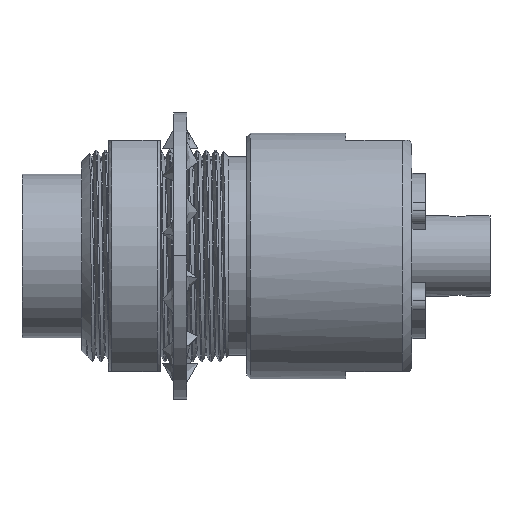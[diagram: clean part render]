
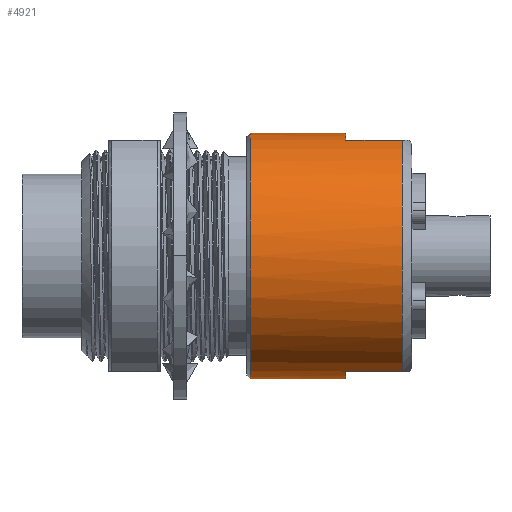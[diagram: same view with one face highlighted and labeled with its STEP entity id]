
A CAD part, top view. The second image highlights one B-rep face of the part: STEP entity #4921.
In plain terms, the highlighted cylindrical face has radius 4.724 mm (diameter 9.449 mm), a partial arc.
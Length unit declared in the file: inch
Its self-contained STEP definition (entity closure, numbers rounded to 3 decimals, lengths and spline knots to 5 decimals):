
#80 = ORIENTED_EDGE ( 'NONE', *, *, #2955, .F. ) ;
#539 = ORIENTED_EDGE ( 'NONE', *, *, #9963, .T. ) ;
#958 = EDGE_CURVE ( 'NONE', #11100, #12524, #3942, .T. ) ;
#1084 = FACE_OUTER_BOUND ( 'NONE', #10278, .T. ) ;
#1677 = CARTESIAN_POINT ( 'NONE',  ( 0., -0.175, 0.06302 ) ) ;
#1817 = CIRCLE ( 'NONE', #11137, 0.186 ) ;
#2004 = CARTESIAN_POINT ( 'NONE',  ( 0., 0., 0. ) ) ;
#2139 = CARTESIAN_POINT ( 'NONE',  ( 0.4905, -0.186, 0. ) ) ;
#2466 = VERTEX_POINT ( 'NONE', #6383 ) ;
#2531 = CARTESIAN_POINT ( 'NONE',  ( 0.4905, 0.186, 0. ) ) ;
#2904 = CARTESIAN_POINT ( 'NONE',  ( 0., 0.186, 0. ) ) ;
#2955 = EDGE_CURVE ( 'NONE', #3023, #8609, #5352, .T. ) ;
#2957 = VERTEX_POINT ( 'NONE', #2139 ) ;
#3023 = VERTEX_POINT ( 'NONE', #3663 ) ;
#3663 = CARTESIAN_POINT ( 'NONE',  ( 0.4905, 0.175, 0.06302 ) ) ;
#3936 = DIRECTION ( 'NONE',  ( -1., 0., 0. ) ) ;
#3942 = CIRCLE ( 'NONE', #14379, 0.186 ) ;
#4084 = VECTOR ( 'NONE', #6792, 39.37008 ) ;
#4098 = CARTESIAN_POINT ( 'NONE',  ( 0.5755, 0.175, 0.06302 ) ) ;
#4273 = DIRECTION ( 'NONE',  ( -1., 0., 0. ) ) ;
#4367 = DIRECTION ( 'NONE',  ( 0., 1., 0. ) ) ;
#4688 = ORIENTED_EDGE ( 'NONE', *, *, #7493, .F. ) ;
#4708 = CARTESIAN_POINT ( 'NONE',  ( 0., -0.186, 0. ) ) ;
#4868 = AXIS2_PLACEMENT_3D ( 'NONE', #7483, #9919, #9969 ) ;
#4921 = ADVANCED_FACE ( 'NONE', ( #1084 ), #13959, .T. ) ;
#5352 = LINE ( 'NONE', #13556, #16033 ) ;
#5725 = DIRECTION ( 'NONE',  ( 1., 0., 0. ) ) ;
#6044 = ORIENTED_EDGE ( 'NONE', *, *, #13045, .T. ) ;
#6050 = DIRECTION ( 'NONE',  ( -1., 0., 0. ) ) ;
#6074 = CIRCLE ( 'NONE', #4868, 0.186 ) ;
#6305 = CARTESIAN_POINT ( 'NONE',  ( 0.5755, -0.175, 0.06302 ) ) ;
#6383 = CARTESIAN_POINT ( 'NONE',  ( 0.4905, -0.175, 0.06302 ) ) ;
#6792 = DIRECTION ( 'NONE',  ( -1., 0., 0. ) ) ;
#7119 = ORIENTED_EDGE ( 'NONE', *, *, #14010, .F. ) ;
#7153 = CARTESIAN_POINT ( 'NONE',  ( 0.3456, 0.186, 0. ) ) ;
#7257 = DIRECTION ( 'NONE',  ( -1., 0., 0. ) ) ;
#7483 = CARTESIAN_POINT ( 'NONE',  ( 0.4905, 0., 0. ) ) ;
#7493 = EDGE_CURVE ( 'NONE', #2957, #12524, #16382, .T. ) ;
#7599 = CARTESIAN_POINT ( 'NONE',  ( 0.4905, 0., 0. ) ) ;
#8129 = LINE ( 'NONE', #2904, #4084 ) ;
#8325 = EDGE_CURVE ( 'NONE', #2466, #2957, #6074, .T. ) ;
#8462 = VERTEX_POINT ( 'NONE', #6305 ) ;
#8609 = VERTEX_POINT ( 'NONE', #4098 ) ;
#9042 = ORIENTED_EDGE ( 'NONE', *, *, #958, .T. ) ;
#9919 = DIRECTION ( 'NONE',  ( 1., 0., 0. ) ) ;
#9963 = EDGE_CURVE ( 'NONE', #8462, #8609, #1817, .T. ) ;
#9969 = DIRECTION ( 'NONE',  ( 0., 1., 0. ) ) ;
#10082 = DIRECTION ( 'NONE',  ( 1., 0., 0. ) ) ;
#10174 = DIRECTION ( 'NONE',  ( 0., -1., 0. ) ) ;
#10278 = EDGE_LOOP ( 'NONE', ( #7119, #6044, #9042, #4688, #12736, #10662, #539, #80 ) ) ;
#10662 = ORIENTED_EDGE ( 'NONE', *, *, #12476, .F. ) ;
#11008 = CARTESIAN_POINT ( 'NONE',  ( 0.3456, -0.186, 0. ) ) ;
#11100 = VERTEX_POINT ( 'NONE', #7153 ) ;
#11137 = AXIS2_PLACEMENT_3D ( 'NONE', #13104, #3936, #15695 ) ;
#11312 = DIRECTION ( 'NONE',  ( 1., 0., 0. ) ) ;
#11737 = AXIS2_PLACEMENT_3D ( 'NONE', #7599, #10082, #15301 ) ;
#12323 = LINE ( 'NONE', #1677, #13329 ) ;
#12476 = EDGE_CURVE ( 'NONE', #8462, #2466, #12323, .T. ) ;
#12524 = VERTEX_POINT ( 'NONE', #11008 ) ;
#12736 = ORIENTED_EDGE ( 'NONE', *, *, #8325, .F. ) ;
#12936 = VECTOR ( 'NONE', #7257, 39.37008 ) ;
#13045 = EDGE_CURVE ( 'NONE', #13488, #11100, #8129, .T. ) ;
#13104 = CARTESIAN_POINT ( 'NONE',  ( 0.5755, 0., 0. ) ) ;
#13329 = VECTOR ( 'NONE', #4273, 39.37008 ) ;
#13488 = VERTEX_POINT ( 'NONE', #2531 ) ;
#13556 = CARTESIAN_POINT ( 'NONE',  ( 0., 0.175, 0.06302 ) ) ;
#13959 = CYLINDRICAL_SURFACE ( 'NONE', #14110, 0.186 ) ;
#14010 = EDGE_CURVE ( 'NONE', #13488, #3023, #14115, .T. ) ;
#14110 = AXIS2_PLACEMENT_3D ( 'NONE', #2004, #6050, #10174 ) ;
#14115 = CIRCLE ( 'NONE', #11737, 0.186 ) ;
#14379 = AXIS2_PLACEMENT_3D ( 'NONE', #14592, #5725, #4367 ) ;
#14592 = CARTESIAN_POINT ( 'NONE',  ( 0.3456, 0., 0. ) ) ;
#15301 = DIRECTION ( 'NONE',  ( 0., 1., 0. ) ) ;
#15695 = DIRECTION ( 'NONE',  ( 0., -1., 0. ) ) ;
#16033 = VECTOR ( 'NONE', #11312, 39.37008 ) ;
#16382 = LINE ( 'NONE', #4708, #12936 ) ;
